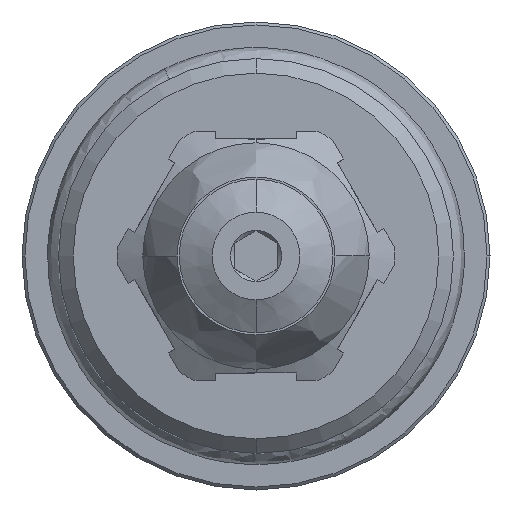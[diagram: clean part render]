
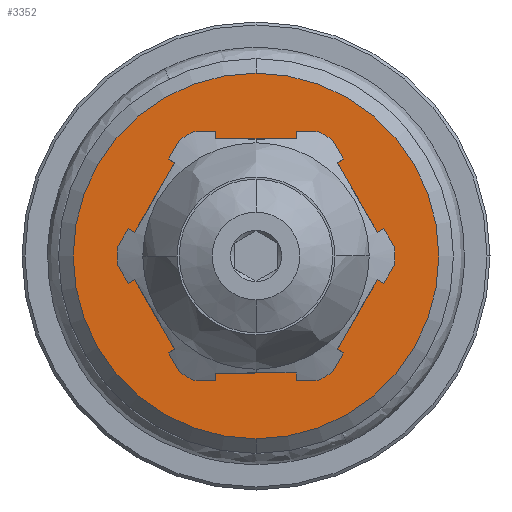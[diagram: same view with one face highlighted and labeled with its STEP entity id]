
A CAD part, front view. The second image highlights one B-rep face of the part: STEP entity #3352.
In plain terms, the highlighted planar face has unit normal (0, -1, 0).
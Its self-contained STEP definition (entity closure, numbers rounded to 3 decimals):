
#19 = CARTESIAN_POINT ( 'NONE',  ( 3.986, -17.2, 5.975 ) ) ;
#45 = FACE_BOUND ( 'NONE', #5654, .T. ) ;
#70 = DIRECTION ( 'NONE',  ( 1., 0., 0. ) ) ;
#98 = CARTESIAN_POINT ( 'NONE',  ( -3.066, -17.2, 7.067 ) ) ;
#112 = EDGE_CURVE ( 'NONE', #3819, #1734, #5686, .T. ) ;
#120 = CARTESIAN_POINT ( 'NONE',  ( -6.806, -17.2, -3.684 ) ) ;
#146 = CARTESIAN_POINT ( 'NONE',  ( -5.566, -17.2, -5.291 ) ) ;
#168 = CARTESIAN_POINT ( 'NONE',  ( -3.63, -17.2, -6.646 ) ) ;
#187 = CARTESIAN_POINT ( 'NONE',  ( -3.006, -17.2, -6.908 ) ) ;
#205 = CARTESIAN_POINT ( 'NONE',  ( -5.071, -17.2, -5.753 ) ) ;
#225 = CARTESIAN_POINT ( 'NONE',  ( 4.905, -17.2, 4.976 ) ) ;
#267 = CARTESIAN_POINT ( 'NONE',  ( -4.519, -17.2, -6.141 ) ) ;
#287 = CARTESIAN_POINT ( 'NONE',  ( 0., -17.2, 0. ) ) ;
#353 = CARTESIAN_POINT ( 'NONE',  ( 0., -17.2, 12.5 ) ) ;
#384 = AXIS2_PLACEMENT_3D ( 'NONE', #5503, #2852, #70 ) ;
#517 = CARTESIAN_POINT ( 'NONE',  ( -7.591, -17.2, -1.806 ) ) ;
#551 = EDGE_CURVE ( 'NONE', #3687, #3197, #766, .T. ) ;
#580 = CARTESIAN_POINT ( 'NONE',  ( -1.696, -17.2, -7.248 ) ) ;
#604 = CARTESIAN_POINT ( 'NONE',  ( -5.593, -17.2, 5.389 ) ) ;
#610 = EDGE_LOOP ( 'NONE', ( #2293, #2331 ) ) ;
#621 = ORIENTED_EDGE ( 'NONE', *, *, #5114, .F. ) ;
#624 = CARTESIAN_POINT ( 'NONE',  ( -7.485, -17.2, 2.219 ) ) ;
#638 = CARTESIAN_POINT ( 'NONE',  ( -2.032, -17.2, -7.185 ) ) ;
#683 = CARTESIAN_POINT ( 'NONE',  ( -2.686, -17.2, -7.016 ) ) ;
#738 = VERTEX_POINT ( 'NONE', #1763 ) ;
#749 = CARTESIAN_POINT ( 'NONE',  ( 1.965, -17.2, -6.819 ) ) ;
#766 = B_SPLINE_CURVE_WITH_KNOTS ( 'NONE', 3,
 ( #4804, #1664, #4630, #19, #4330, #3800, #4233, #3688, #3435, #3419, #2537, #1115, #1591, #5225, #1610, #98, #2899, #1049, #3878, #3823, #604, #964, #5470, #2428, #2487, #4669, #5451, #624, #5491, #1473, #2369, #5204, #517, #986, #2114, #120, #2581, #2471, #2450, #146, #205, #267, #1134, #168, #187, #683, #638, #580, #1900, #2352, #1569, #1627, #1945, #1978, #749, #2063, #2001 ),
 .UNSPECIFIED., .F., .F.,
 ( 4, 2, 2, 2, 2, 2, 2, 2, 2, 2, 2, 2, 2, 2, 2, 2, 2, 2, 2, 2, 1, 2, 2, 2, 2, 2, 2, 2, 4 ),
 ( 0., 0.001, 0.002, 0.003, 0.004, 0.005, 0.006, 0.008, 0.01, 0.011, 0.012, 0.013, 0.014, 0.015, 0.016, 0.018, 0.02, 0.021, 0.022, 0.023, 0.024, 0.025, 0.026, 0.027, 0.028, 0.03, 0.031, 0.032, 0.033 ),
 .UNSPECIFIED. ) ;
#768 = CARTESIAN_POINT ( 'NONE',  ( -11.101, -17.2, 0. ) ) ;
#771 = DIRECTION ( 'NONE',  ( 0., 0., 1. ) ) ;
#964 = CARTESIAN_POINT ( 'NONE',  ( -6.049, -17.2, 4.891 ) ) ;
#986 = CARTESIAN_POINT ( 'NONE',  ( -7.252, -17.2, -2.766 ) ) ;
#1049 = CARTESIAN_POINT ( 'NONE',  ( -4.549, -17.2, 6.256 ) ) ;
#1115 = CARTESIAN_POINT ( 'NONE',  ( 0.28, -17.2, 7.519 ) ) ;
#1134 = CARTESIAN_POINT ( 'NONE',  ( -3.937, -17.2, -6.49 ) ) ;
#1384 = ORIENTED_EDGE ( 'NONE', *, *, #551, .F. ) ;
#1465 = AXIS2_PLACEMENT_3D ( 'NONE', #2413, #5520, #2867 ) ;
#1473 = CARTESIAN_POINT ( 'NONE',  ( -7.778, -17.2, 0.892 ) ) ;
#1569 = CARTESIAN_POINT ( 'NONE',  ( -0.006, -17.2, -7.31 ) ) ;
#1591 = CARTESIAN_POINT ( 'NONE',  ( -0.061, -17.2, 7.542 ) ) ;
#1610 = CARTESIAN_POINT ( 'NONE',  ( -1.753, -17.2, 7.444 ) ) ;
#1627 = CARTESIAN_POINT ( 'NONE',  ( 0.33, -17.2, -7.274 ) ) ;
#1664 = CARTESIAN_POINT ( 'NONE',  ( 4.702, -17.2, 5.252 ) ) ;
#1734 = VERTEX_POINT ( 'NONE', #353 ) ;
#1763 = CARTESIAN_POINT ( 'NONE',  ( 6.987, -17.2, 0. ) ) ;
#1900 = CARTESIAN_POINT ( 'NONE',  ( -1.018, -17.2, -7.322 ) ) ;
#1945 = CARTESIAN_POINT ( 'NONE',  ( 1.001, -17.2, -7.146 ) ) ;
#1978 = CARTESIAN_POINT ( 'NONE',  ( 1.331, -17.2, -7.055 ) ) ;
#2001 = CARTESIAN_POINT ( 'NONE',  ( 2.567, -17.2, -6.499 ) ) ;
#2063 = CARTESIAN_POINT ( 'NONE',  ( 2.272, -17.2, -6.674 ) ) ;
#2109 = CIRCLE ( 'NONE', #1465, 6.987 ) ;
#2114 = CARTESIAN_POINT ( 'NONE',  ( -7.116, -17.2, -3.082 ) ) ;
#2293 = ORIENTED_EDGE ( 'NONE', *, *, #4598, .F. ) ;
#2331 = ORIENTED_EDGE ( 'NONE', *, *, #112, .F. ) ;
#2352 = CARTESIAN_POINT ( 'NONE',  ( -0.68, -17.2, -7.334 ) ) ;
#2369 = CARTESIAN_POINT ( 'NONE',  ( -7.824, -17.2, 0.217 ) ) ;
#2383 = AXIS2_PLACEMENT_3D ( 'NONE', #3457, #3440, #3241 ) ;
#2413 = CARTESIAN_POINT ( 'NONE',  ( 0., -17.2, 0. ) ) ;
#2428 = CARTESIAN_POINT ( 'NONE',  ( -6.65, -17.2, 4.063 ) ) ;
#2450 = CARTESIAN_POINT ( 'NONE',  ( -6.031, -17.2, -4.791 ) ) ;
#2471 = CARTESIAN_POINT ( 'NONE',  ( -6.245, -17.2, -4.526 ) ) ;
#2487 = CARTESIAN_POINT ( 'NONE',  ( -6.823, -17.2, 3.772 ) ) ;
#2537 = CARTESIAN_POINT ( 'NONE',  ( 0.949, -17.2, 7.424 ) ) ;
#2581 = CARTESIAN_POINT ( 'NONE',  ( -6.632, -17.2, -3.973 ) ) ;
#2614 = PLANE ( 'NONE',  #5671 ) ;
#2852 = DIRECTION ( 'NONE',  ( 0., -1., 0. ) ) ;
#2867 = DIRECTION ( 'NONE',  ( 1., 0., 0. ) ) ;
#2899 = CARTESIAN_POINT ( 'NONE',  ( -3.685, -17.2, 6.792 ) ) ;
#2901 = AXIS2_PLACEMENT_3D ( 'NONE', #287, #3504, #771 ) ;
#3077 = DIRECTION ( 'NONE',  ( -1., 0., 0. ) ) ;
#3197 = VERTEX_POINT ( 'NONE', #5629 ) ;
#3241 = DIRECTION ( 'NONE',  ( 0., 0., 1. ) ) ;
#3308 = ORIENTED_EDGE ( 'NONE', *, *, #4127, .F. ) ;
#3352 = ADVANCED_FACE ( 'NONE', ( #45, #3725 ), #2614, .F. ) ;
#3419 = CARTESIAN_POINT ( 'NONE',  ( 1.28, -17.2, 7.352 ) ) ;
#3435 = CARTESIAN_POINT ( 'NONE',  ( 1.931, -17.2, 7.157 ) ) ;
#3440 = DIRECTION ( 'NONE',  ( 0., 1., 0. ) ) ;
#3457 = CARTESIAN_POINT ( 'NONE',  ( 0., -17.2, 0. ) ) ;
#3504 = DIRECTION ( 'NONE',  ( 0., 1., 0. ) ) ;
#3687 = VERTEX_POINT ( 'NONE', #225 ) ;
#3688 = CARTESIAN_POINT ( 'NONE',  ( 2.252, -17.2, 7.034 ) ) ;
#3725 = FACE_OUTER_BOUND ( 'NONE', #610, .T. ) ;
#3800 = CARTESIAN_POINT ( 'NONE',  ( 3.157, -17.2, 6.575 ) ) ;
#3819 = VERTEX_POINT ( 'NONE', #3992 ) ;
#3823 = CARTESIAN_POINT ( 'NONE',  ( -5.349, -17.2, 5.622 ) ) ;
#3878 = CARTESIAN_POINT ( 'NONE',  ( -4.828, -17.2, 6.055 ) ) ;
#3992 = CARTESIAN_POINT ( 'NONE',  ( 0., -17.2, -12.5 ) ) ;
#3999 = CIRCLE ( 'NONE', #2901, 12.5 ) ;
#4127 = EDGE_CURVE ( 'NONE', #738, #3687, #2109, .T. ) ;
#4233 = CARTESIAN_POINT ( 'NONE',  ( 2.863, -17.2, 6.743 ) ) ;
#4330 = CARTESIAN_POINT ( 'NONE',  ( 3.718, -17.2, 6.191 ) ) ;
#4408 = CIRCLE ( 'NONE', #384, 6.987 ) ;
#4598 = EDGE_CURVE ( 'NONE', #1734, #3819, #3999, .T. ) ;
#4630 = CARTESIAN_POINT ( 'NONE',  ( 4.476, -17.2, 5.506 ) ) ;
#4669 = CARTESIAN_POINT ( 'NONE',  ( -7.128, -17.2, 3.17 ) ) ;
#4804 = CARTESIAN_POINT ( 'NONE',  ( 4.905, -17.2, 4.976 ) ) ;
#5114 = EDGE_CURVE ( 'NONE', #3197, #738, #4408, .T. ) ;
#5204 = CARTESIAN_POINT ( 'NONE',  ( -7.729, -17.2, -1.146 ) ) ;
#5225 = CARTESIAN_POINT ( 'NONE',  ( -1.084, -17.2, 7.539 ) ) ;
#5451 = CARTESIAN_POINT ( 'NONE',  ( -7.261, -17.2, 2.859 ) ) ;
#5470 = CARTESIAN_POINT ( 'NONE',  ( -6.261, -17.2, 4.625 ) ) ;
#5491 = CARTESIAN_POINT ( 'NONE',  ( -7.576, -17.2, 1.887 ) ) ;
#5503 = CARTESIAN_POINT ( 'NONE',  ( 0., -17.2, 0. ) ) ;
#5520 = DIRECTION ( 'NONE',  ( 0., -1., 0. ) ) ;
#5629 = CARTESIAN_POINT ( 'NONE',  ( 2.567, -17.2, -6.499 ) ) ;
#5654 = EDGE_LOOP ( 'NONE', ( #1384, #3308, #621 ) ) ;
#5671 = AXIS2_PLACEMENT_3D ( 'NONE', #768, #5723, #3077 ) ;
#5686 = CIRCLE ( 'NONE', #2383, 12.5 ) ;
#5723 = DIRECTION ( 'NONE',  ( 0., 1., 0. ) ) ;
